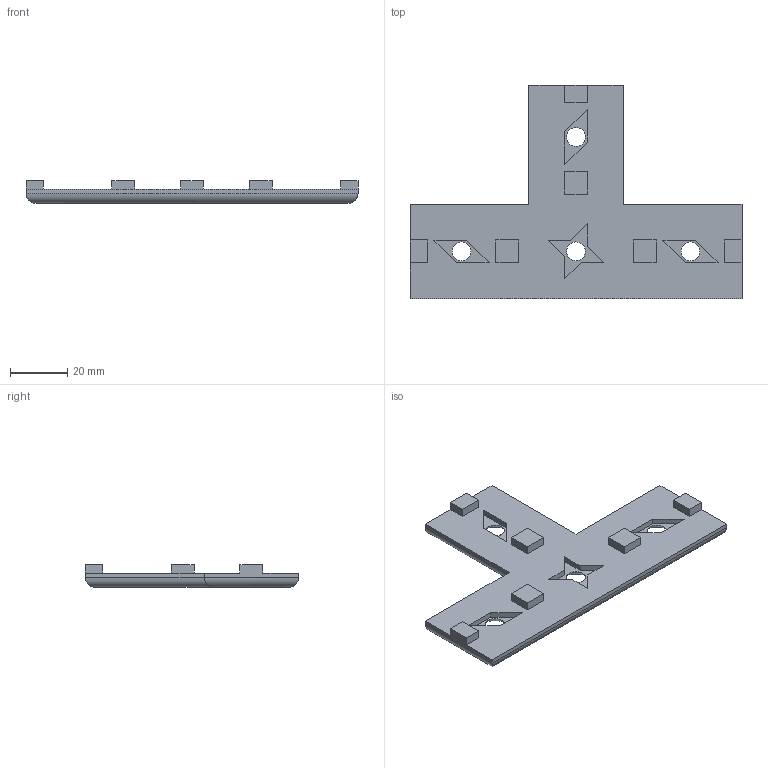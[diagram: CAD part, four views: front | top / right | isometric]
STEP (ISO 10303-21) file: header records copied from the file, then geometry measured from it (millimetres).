
FILE_DESCRIPTION(/* description */ ('GK Knotenblech 40 180° '),/* implementation_level */ '2;1');
FILE_NAME(/* name */ 'SZ8070N.stp',/* time_stamp */ '2015-11-17T11:27:10+01:00',/* author */ ('Marina Kaa'),/* organization */ (''),/* preprocessor_version */ 'ST-DEVELOPER v15.6',/* originating_system */ 'Autodesk Inventor 2015',/* authorisation */ '');
FILE_SCHEMA (('AUTOMOTIVE_DESIGN { 1 0 10303 214 3 1 1 }'));
Length unit declared in the file: millimetre
Products named in the file (1): SZ8070N_A
Bounding box: 116 x 74.5 x 8 mm (x, y, z)
Volume: 24359.5 mm3; surface area: 12535.8 mm2
Topology: 1 solids, 1 shells, 77 faces, 196 edges, 128 vertices
Faces by surface type: plane 61, cylinder 12, cone 4
Full cylindrical faces by diameter (mm): 6.6 x4
Entity records: 2250 total; most frequent: CARTESIAN_POINT 386, ORIENTED_EDGE 368, DIRECTION 360, EDGE_CURVE 184, LINE 164, VECTOR 164, VERTEX_POINT 124, EDGE_LOOP 100
